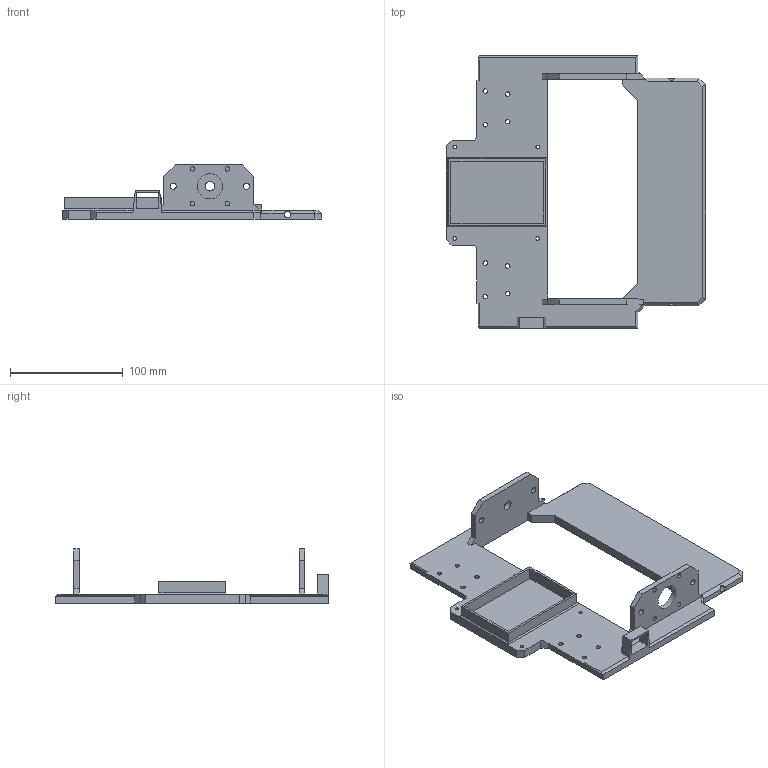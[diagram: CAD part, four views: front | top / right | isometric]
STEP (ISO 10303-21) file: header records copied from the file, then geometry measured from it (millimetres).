
FILE_DESCRIPTION(('STEP AP242'), '1');
FILE_NAME('test', '', ('UNSPECIFIED'), ('UNSPECIFIED'), 'C3D Converter', 'C3D Toolkit', '');
FILE_SCHEMA(('AP242_MANAGED_MODEL_BASED_3D_ENGINEERING_MIM_LF { 1 0 10303 442 1 1 4 }'));
Length unit declared in the file: millimetre
Bounding box: 229.97 x 242 x 48 mm (x, y, z)
Volume: 295568.4 mm3; surface area: 103067.2 mm2
Topology: 1 solids, 1 shells, 114 faces, 324 edges, 211 vertices
Faces by surface type: plane 87, cylinder 27
Full cylindrical faces by diameter (mm): 3.1 x4, 4 x12, 5.5 x4, 5.971 x1, 8.5 x1, 22.4 x1
Entity records: 3689 total; most frequent: CARTESIAN_POINT 633, ORIENTED_EDGE 602, DIRECTION 585, EDGE_CURVE 301, LINE 243, VECTOR 243, VERTEX_POINT 211, EDGE_LOOP 186
